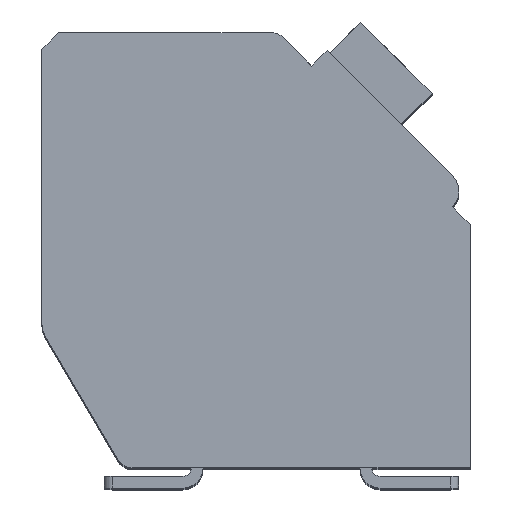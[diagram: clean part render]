
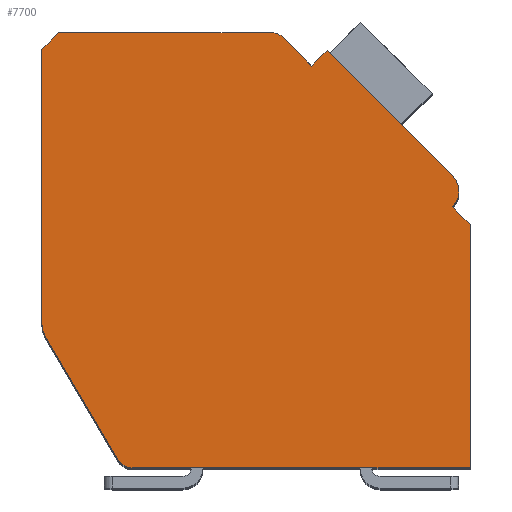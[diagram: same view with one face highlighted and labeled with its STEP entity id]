
A CAD part, top view. The second image highlights one B-rep face of the part: STEP entity #7700.
In plain terms, the highlighted planar face has unit normal (0, 0, 1).
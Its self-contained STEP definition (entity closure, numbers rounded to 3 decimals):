
#206=DIRECTION('',(0.,-1.,0.));
#207=VECTOR('',#206,8.053);
#208=CARTESIAN_POINT('',(-12.7,12.4,2.1));
#209=LINE('',#208,#207);
#210=DIRECTION('',(-0.707,-0.707,0.));
#211=VECTOR('',#210,0.707);
#212=CARTESIAN_POINT('',(-12.2,12.9,2.1));
#213=LINE('',#212,#211);
#214=DIRECTION('',(-1.,0.,0.));
#215=VECTOR('',#214,6.298);
#216=CARTESIAN_POINT('',(-5.902,12.9,2.1));
#217=LINE('',#216,#215);
#218=CARTESIAN_POINT('',(-5.902,12.4,2.1));
#219=DIRECTION('',(0.,0.,1.));
#220=DIRECTION('',(0.707,0.707,0.));
#221=AXIS2_PLACEMENT_3D('',#218,#219,#220);
#223=DIRECTION('',(-0.707,0.707,0.));
#224=VECTOR('',#223,1.197);
#225=CARTESIAN_POINT('',(-4.702,11.907,2.1));
#226=LINE('',#225,#224);
#227=DIRECTION('',(-0.707,-0.707,0.));
#228=VECTOR('',#227,0.65);
#229=CARTESIAN_POINT('',(-4.243,12.367,2.1));
#230=LINE('',#229,#228);
#231=DIRECTION('',(-0.707,0.707,0.));
#232=VECTOR('',#231,5.25);
#233=CARTESIAN_POINT('',(-0.53,8.655,2.1));
#234=LINE('',#233,#232);
#235=CARTESIAN_POINT('',(-0.99,8.195,2.1));
#236=DIRECTION('',(0.,0.,1.));
#237=DIRECTION('',(0.707,-0.707,0.));
#238=AXIS2_PLACEMENT_3D('',#235,#236,#237);
#240=DIRECTION('',(-0.707,0.707,0.));
#241=VECTOR('',#240,0.75);
#242=CARTESIAN_POINT('',(0.,7.205,2.1));
#243=LINE('',#242,#241);
#244=DIRECTION('',(0.,1.,0.));
#245=VECTOR('',#244,7.205);
#246=CARTESIAN_POINT('',(0.,0.,2.1));
#247=LINE('',#246,#245);
#248=DIRECTION('',(1.,0.,0.));
#249=VECTOR('',#248,10.014);
#250=CARTESIAN_POINT('',(-10.014,0.,2.1));
#251=LINE('',#250,#249);
#252=CARTESIAN_POINT('',(-10.014,0.5,2.1));
#253=DIRECTION('',(0.,0.,1.));
#254=DIRECTION('',(-0.862,-0.508,0.));
#255=AXIS2_PLACEMENT_3D('',#252,#253,#254);
#257=DIRECTION('',(0.508,-0.862,0.));
#258=VECTOR('',#257,4.17);
#259=CARTESIAN_POINT('',(-12.562,3.839,2.1));
#260=LINE('',#259,#258);
#261=CARTESIAN_POINT('',(-11.7,4.347,2.1));
#262=DIRECTION('',(0.,0.,1.));
#263=DIRECTION('',(-1.,0.,0.));
#264=AXIS2_PLACEMENT_3D('',#261,#262,#263);
#5765=CARTESIAN_POINT('',(-12.7,12.4,2.1));
#5766=CARTESIAN_POINT('',(-12.7,4.347,2.1));
#5767=VERTEX_POINT('',#5765);
#5768=VERTEX_POINT('',#5766);
#5769=CARTESIAN_POINT('',(-12.562,3.839,2.1));
#5770=VERTEX_POINT('',#5769);
#5771=CARTESIAN_POINT('',(-10.445,0.246,2.1));
#5772=VERTEX_POINT('',#5771);
#5773=CARTESIAN_POINT('',(-10.014,0.,2.1));
#5774=VERTEX_POINT('',#5773);
#5775=CARTESIAN_POINT('',(0.,0.,2.1));
#5776=VERTEX_POINT('',#5775);
#5777=CARTESIAN_POINT('',(0.,7.205,2.1));
#5778=VERTEX_POINT('',#5777);
#5779=CARTESIAN_POINT('',(-0.53,7.735,2.1));
#5780=VERTEX_POINT('',#5779);
#5781=CARTESIAN_POINT('',(-0.53,8.655,2.1));
#5782=VERTEX_POINT('',#5781);
#5783=CARTESIAN_POINT('',(-4.243,12.367,2.1));
#5784=VERTEX_POINT('',#5783);
#5785=CARTESIAN_POINT('',(-4.702,11.907,2.1));
#5786=VERTEX_POINT('',#5785);
#5787=CARTESIAN_POINT('',(-5.548,12.754,2.1));
#5788=VERTEX_POINT('',#5787);
#5789=CARTESIAN_POINT('',(-5.902,12.9,2.1));
#5790=VERTEX_POINT('',#5789);
#5791=CARTESIAN_POINT('',(-12.2,12.9,2.1));
#5792=VERTEX_POINT('',#5791);
#7667=CARTESIAN_POINT('',(0.,0.,2.1));
#7668=DIRECTION('',(0.,0.,1.));
#7669=DIRECTION('',(1.,0.,0.));
#7670=AXIS2_PLACEMENT_3D('',#7667,#7668,#7669);
#7671=PLANE('',#7670);
#7672=ORIENTED_EDGE('',*,*,#7512,.F.);
#7674=ORIENTED_EDGE('',*,*,#7673,.F.);
#7676=ORIENTED_EDGE('',*,*,#7675,.F.);
#7678=ORIENTED_EDGE('',*,*,#7677,.F.);
#7680=ORIENTED_EDGE('',*,*,#7679,.F.);
#7682=ORIENTED_EDGE('',*,*,#7681,.F.);
#7684=ORIENTED_EDGE('',*,*,#7683,.F.);
#7686=ORIENTED_EDGE('',*,*,#7685,.F.);
#7688=ORIENTED_EDGE('',*,*,#7687,.F.);
#7690=ORIENTED_EDGE('',*,*,#7689,.F.);
#7692=ORIENTED_EDGE('',*,*,#7691,.F.);
#7694=ORIENTED_EDGE('',*,*,#7693,.F.);
#7696=ORIENTED_EDGE('',*,*,#7695,.F.);
#7697=ORIENTED_EDGE('',*,*,#7585,.F.);
#7698=EDGE_LOOP('',(#7672,#7674,#7676,#7678,#7680,#7682,#7684,#7686,#7688,#7690,
#7692,#7694,#7696,#7697));
#7699=FACE_OUTER_BOUND('',#7698,.F.);
#222=CIRCLE('',#221,0.5);
#239=CIRCLE('',#238,0.65);
#256=CIRCLE('',#255,0.5);
#265=CIRCLE('',#264,1.);
#7512=EDGE_CURVE('',#5767,#5768,#209,.T.);
#7585=EDGE_CURVE('',#5768,#5770,#265,.T.);
#7673=EDGE_CURVE('',#5792,#5767,#213,.T.);
#7675=EDGE_CURVE('',#5790,#5792,#217,.T.);
#7677=EDGE_CURVE('',#5788,#5790,#222,.T.);
#7679=EDGE_CURVE('',#5786,#5788,#226,.T.);
#7681=EDGE_CURVE('',#5784,#5786,#230,.T.);
#7683=EDGE_CURVE('',#5782,#5784,#234,.T.);
#7685=EDGE_CURVE('',#5780,#5782,#239,.T.);
#7687=EDGE_CURVE('',#5778,#5780,#243,.T.);
#7689=EDGE_CURVE('',#5776,#5778,#247,.T.);
#7691=EDGE_CURVE('',#5774,#5776,#251,.T.);
#7693=EDGE_CURVE('',#5772,#5774,#256,.T.);
#7695=EDGE_CURVE('',#5770,#5772,#260,.T.);
#7700=ADVANCED_FACE('',(#7699),#7671,.T.);
